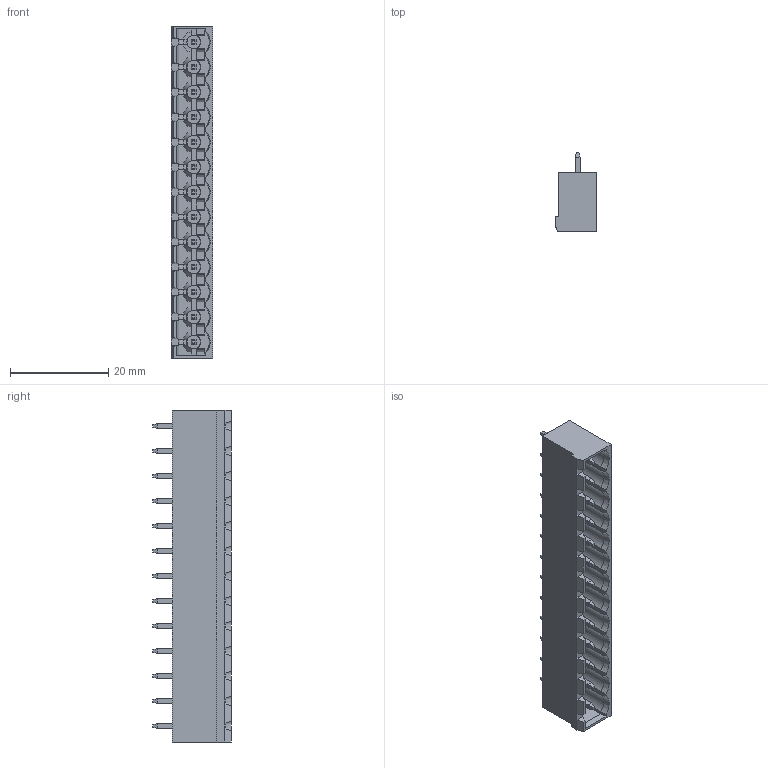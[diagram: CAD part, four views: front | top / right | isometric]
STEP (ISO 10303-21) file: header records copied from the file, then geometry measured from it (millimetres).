
FILE_DESCRIPTION((''),'2;1');
FILE_NAME('WJ2EDGVC-508-13P','2017-03-16T',('QZY'),(''),'CREO PARAMETRIC BY PTC INC, 2014440','CREO PARAMETRIC BY PTC INC, 2014440','');
FILE_SCHEMA(('CONFIG_CONTROL_DESIGN'));
Length unit declared in the file: millimetre
Products named in the file (1): WJ2EDGVC-508-13P
Bounding box: 8.5 x 16 x 67.44 mm (x, y, z)
Volume: 2622.5 mm3; surface area: 5837.8 mm2
Topology: 1 solids, 1 shells, 1090 faces, 2843 edges, 1755 vertices
Faces by surface type: plane 946, cone 63, cylinder 55, sphere 26
Entity records: 32560 total; most frequent: CARTESIAN_POINT 6007, ORIENTED_EDGE 5634, DIRECTION 5224, EDGE_CURVE 2817, VECTOR 2442, LINE 2442, VERTEX_POINT 1755, AXIS2_PLACEMENT_3D 1391
